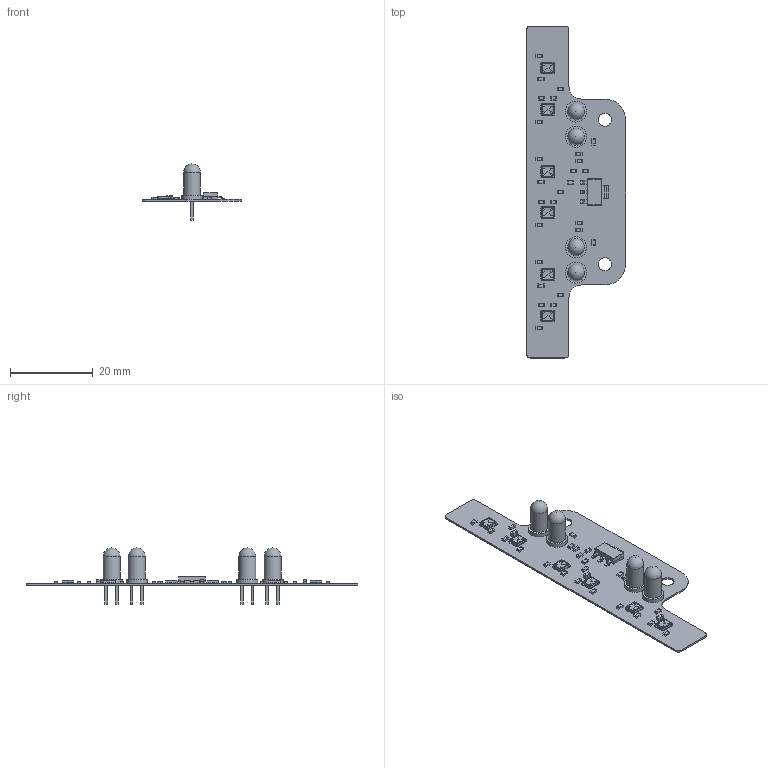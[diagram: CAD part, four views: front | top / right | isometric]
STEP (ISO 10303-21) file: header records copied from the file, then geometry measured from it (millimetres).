
FILE_DESCRIPTION(('Open CASCADE Model'),'2;1');
FILE_NAME('Open CASCADE Shape Model','2025-02-01T04:11:08',('Author'),( 'Open CASCADE'),'Open CASCADE STEP processor 7.5','Open CASCADE 7.5' ,'Unknown');
FILE_SCHEMA(('AUTOMOTIVE_DESIGN { 1 0 10303 214 1 1 1 1 }'));
Length unit declared in the file: millimetre
Products named in the file (46): PCB; Board; Open CASCADE STEP translator 7.5 2.1.1; R18; RESC1608; R17; R16; R15; R14; R13; R11; R4; R1; VT1; CircuitWorks-SOT-223; ϱ; CAPC0603; ϲ; ϳ; VL2; SW3DPS-5MM LED RED-DEFAULT; VL1; VD3; User Library-LED_2835_Samsung_SPMWH1228; VD2; VD1; VD4; VD5; VD6; R9; R8; R12; R22; R23; R20; R5; R21; R2; R24; R10 ...
Assembly tree (78 placements, depth 3):
  PCB
    Board
      Open CASCADE STEP translator 7.5 2.1.1
    R18
      RESC1608
    R17
      RESC1608
    R16
      RESC1608
    R15
      RESC1608
    R14
      RESC1608
    R13
      RESC1608
    R11
      RESC1608
    R4
      RESC1608
    R1
      RESC1608
    VT1
      CircuitWorks-SOT-223
    ϱ
      CAPC0603
    ϲ
      CAPC0603
    ϳ
      CAPC0603
    VL2
      SW3DPS-5MM LED RED-DEFAULT
    VL1
      SW3DPS-5MM LED RED-DEFAULT
    VD3
      User Library-LED_2835_Samsung_SPMWH1228
    VD2
      User Library-LED_2835_Samsung_SPMWH1228
    VD1
      User Library-LED_2835_Samsung_SPMWH1228
    VD4
      User Library-LED_2835_Samsung_SPMWH1228
    VD5
      User Library-LED_2835_Samsung_SPMWH1228
    VD6
      User Library-LED_2835_Samsung_SPMWH1228
    R9
      RESC1608
    R8
      RESC1608
    R12
      RESC1608
    R22
      RESC1608
    R23
      RESC1608
    R20
      RESC1608
    R5
      RESC1608
    R21
Bounding box: 24 x 80.4 x 13.6 mm (x, y, z)
Volume: 1137.7 mm3; surface area: 4187.8 mm2
Topology: 57 solids, 57 shells, 1962 faces, 4800 edges, 2754 vertices
Faces by surface type: plane 980, cylinder 610, sphere 186, torus 72, bspline 66, cone 48
Full cylindrical faces by diameter (mm): 0.762 x8, 3.2 x2, 4.1 x4, 5.1 x4
Entity records: 12825 total; most frequent: CARTESIAN_POINT 2237, DIRECTION 2056, ORIENTED_EDGE 1830, EDGE_CURVE 915, AXIS2_PLACEMENT_3D 735, LINE 586, VECTOR 586, VERTEX_POINT 556
